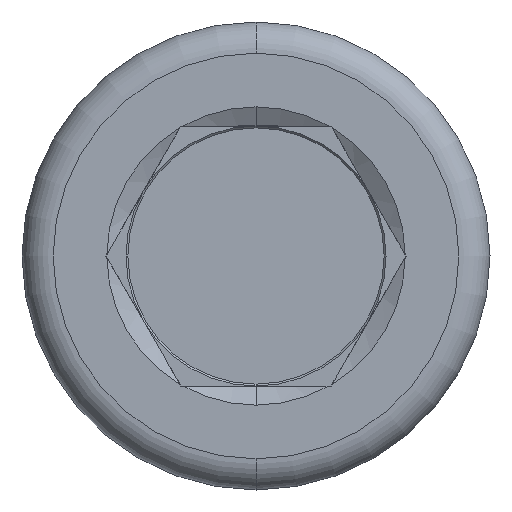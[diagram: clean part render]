
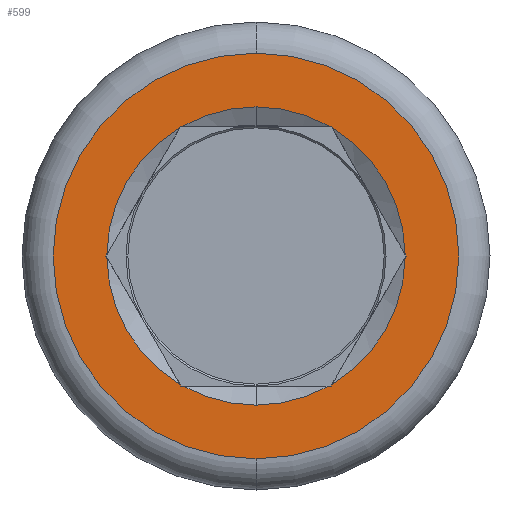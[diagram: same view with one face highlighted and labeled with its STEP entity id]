
A CAD part, left-side view. The second image highlights one B-rep face of the part: STEP entity #599.
In plain terms, the highlighted planar face has unit normal (-1, 0, 0).
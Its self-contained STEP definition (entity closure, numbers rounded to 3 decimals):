
#422=CARTESIAN_POINT('',(-12.,0.,0.));
#423=DIRECTION('',(1.,0.,0.));
#424=DIRECTION('',(0.,0.,-1.));
#425=AXIS2_PLACEMENT_3D('',#422,#423,#424);
#426=PLANE('',#425);
#427=CARTESIAN_POINT('',(-12.,-0.,-7.8));
#428=VERTEX_POINT('',#427);
#429=CARTESIAN_POINT('',(-12.,0.,0.));
#430=DIRECTION('',(1.,0.,0.));
#431=DIRECTION('',(0.,0.,-1.));
#432=AXIS2_PLACEMENT_3D('',#429,#430,#431);
#433=CIRCLE('',#432,7.8);
#434=EDGE_CURVE('',#428,#428,#433,.T.);
#435=ORIENTED_EDGE('',*,*,#434,.F.);
#436=EDGE_LOOP('',(#435));
#437=FACE_BOUND('',#436,.T.);
#438=CARTESIAN_POINT('',(-12.,-2.887,5.));
#439=VERTEX_POINT('',#438);
#440=CARTESIAN_POINT('',(-12.,-2.809,5.));
#441=VERTEX_POINT('',#440);
#442=CARTESIAN_POINT('',(-12.,-12343.557,5.));
#443=DIRECTION('',(-0.,1.,0.));
#444=VECTOR('',#443,24690.);
#445=LINE('',#442,#444);
#446=EDGE_CURVE('',#439,#441,#445,.T.);
#447=ORIENTED_EDGE('',*,*,#446,.F.);
#448=CARTESIAN_POINT('',(-12.,-2.926,4.933));
#449=VERTEX_POINT('',#448);
#450=CARTESIAN_POINT('',(-12.,6168.892,10694.834));
#451=DIRECTION('',(0.,-0.5,-0.866));
#452=VECTOR('',#451,24690.);
#453=LINE('',#450,#452);
#454=EDGE_CURVE('',#439,#449,#453,.T.);
#455=ORIENTED_EDGE('',*,*,#454,.T.);
#456=CARTESIAN_POINT('',(-12.,-5.735,0.067));
#457=VERTEX_POINT('',#456);
#458=CARTESIAN_POINT('',(-12.,0.,0.));
#459=DIRECTION('',(1.,0.,-0.));
#460=DIRECTION('',(0.,0.,1.));
#461=AXIS2_PLACEMENT_3D('',#458,#459,#460);
#462=CIRCLE('',#461,5.735);
#463=EDGE_CURVE('',#449,#457,#462,.T.);
#464=ORIENTED_EDGE('',*,*,#463,.T.);
#465=CARTESIAN_POINT('',(-12.,-5.774,-0.));
#466=VERTEX_POINT('',#465);
#467=CARTESIAN_POINT('',(-12.,-6176.108,-10687.334));
#468=DIRECTION('',(-0.,0.5,0.866));
#469=VECTOR('',#468,24690.);
#470=LINE('',#467,#469);
#471=EDGE_CURVE('',#466,#457,#470,.T.);
#472=ORIENTED_EDGE('',*,*,#471,.F.);
#473=CARTESIAN_POINT('',(-12.,-5.735,-0.067));
#474=VERTEX_POINT('',#473);
#475=CARTESIAN_POINT('',(-12.,-6177.552,10689.834));
#476=DIRECTION('',(-0.,0.5,-0.866));
#477=VECTOR('',#476,24690.);
#478=LINE('',#475,#477);
#479=EDGE_CURVE('',#466,#474,#478,.T.);
#480=ORIENTED_EDGE('',*,*,#479,.T.);
#481=CARTESIAN_POINT('',(-12.,-2.926,-4.933));
#482=VERTEX_POINT('',#481);
#483=CARTESIAN_POINT('',(-12.,0.,0.));
#484=DIRECTION('',(1.,0.,-0.));
#485=DIRECTION('',(0.,0.,1.));
#486=AXIS2_PLACEMENT_3D('',#483,#484,#485);
#487=CIRCLE('',#486,5.735);
#488=EDGE_CURVE('',#474,#482,#487,.T.);
#489=ORIENTED_EDGE('',*,*,#488,.T.);
#490=CARTESIAN_POINT('',(-12.,-2.887,-5.));
#491=VERTEX_POINT('',#490);
#492=CARTESIAN_POINT('',(-12.,6167.448,-10692.334));
#493=DIRECTION('',(0.,-0.5,0.866));
#494=VECTOR('',#493,24690.);
#495=LINE('',#492,#494);
#496=EDGE_CURVE('',#491,#482,#495,.T.);
#497=ORIENTED_EDGE('',*,*,#496,.F.);
#498=CARTESIAN_POINT('',(-12.,-2.809,-5.));
#499=VERTEX_POINT('',#498);
#500=CARTESIAN_POINT('',(-12.,-12346.443,-5.));
#501=DIRECTION('',(-0.,1.,-0.));
#502=VECTOR('',#501,24690.);
#503=LINE('',#500,#502);
#504=EDGE_CURVE('',#491,#499,#503,.T.);
#505=ORIENTED_EDGE('',*,*,#504,.T.);
#506=CARTESIAN_POINT('',(-12.,2.809,-5.));
#507=VERTEX_POINT('',#506);
#508=CARTESIAN_POINT('',(-12.,0.,0.));
#509=DIRECTION('',(-1.,-0.,0.));
#510=DIRECTION('',(0.,0.,1.));
#511=AXIS2_PLACEMENT_3D('',#508,#509,#510);
#512=CIRCLE('',#511,5.735);
#513=EDGE_CURVE('',#507,#499,#512,.T.);
#514=ORIENTED_EDGE('',*,*,#513,.F.);
#515=CARTESIAN_POINT('',(-12.,2.887,-5.));
#516=VERTEX_POINT('',#515);
#517=CARTESIAN_POINT('',(-12.,12343.557,-5.));
#518=DIRECTION('',(0.,-1.,0.));
#519=VECTOR('',#518,24690.);
#520=LINE('',#517,#519);
#521=EDGE_CURVE('',#516,#507,#520,.T.);
#522=ORIENTED_EDGE('',*,*,#521,.F.);
#523=CARTESIAN_POINT('',(-12.,2.926,-4.933));
#524=VERTEX_POINT('',#523);
#525=CARTESIAN_POINT('',(-12.,-6168.892,-10694.834));
#526=DIRECTION('',(-0.,0.5,0.866));
#527=VECTOR('',#526,24690.);
#528=LINE('',#525,#527);
#529=EDGE_CURVE('',#516,#524,#528,.T.);
#530=ORIENTED_EDGE('',*,*,#529,.T.);
#531=CARTESIAN_POINT('',(-12.,5.735,-0.067));
#532=VERTEX_POINT('',#531);
#533=CARTESIAN_POINT('',(-12.,0.,0.));
#534=DIRECTION('',(-1.,-0.,0.));
#535=DIRECTION('',(0.,0.,1.));
#536=AXIS2_PLACEMENT_3D('',#533,#534,#535);
#537=CIRCLE('',#536,5.735);
#538=EDGE_CURVE('',#532,#524,#537,.T.);
#539=ORIENTED_EDGE('',*,*,#538,.F.);
#540=CARTESIAN_POINT('',(-12.,5.774,0.));
#541=VERTEX_POINT('',#540);
#542=CARTESIAN_POINT('',(-12.,6176.108,10687.334));
#543=DIRECTION('',(0.,-0.5,-0.866));
#544=VECTOR('',#543,24690.);
#545=LINE('',#542,#544);
#546=EDGE_CURVE('',#541,#532,#545,.T.);
#547=ORIENTED_EDGE('',*,*,#546,.F.);
#548=CARTESIAN_POINT('',(-12.,5.735,0.067));
#549=VERTEX_POINT('',#548);
#550=CARTESIAN_POINT('',(-12.,6177.552,-10689.834));
#551=DIRECTION('',(-0.,-0.5,0.866));
#552=VECTOR('',#551,24690.);
#553=LINE('',#550,#552);
#554=EDGE_CURVE('',#541,#549,#553,.T.);
#555=ORIENTED_EDGE('',*,*,#554,.T.);
#556=CARTESIAN_POINT('',(-12.,2.926,4.933));
#557=VERTEX_POINT('',#556);
#558=CARTESIAN_POINT('',(-12.,0.,0.));
#559=DIRECTION('',(1.,0.,-0.));
#560=DIRECTION('',(0.,0.,1.));
#561=AXIS2_PLACEMENT_3D('',#558,#559,#560);
#562=CIRCLE('',#561,5.735);
#563=EDGE_CURVE('',#549,#557,#562,.T.);
#564=ORIENTED_EDGE('',*,*,#563,.T.);
#565=CARTESIAN_POINT('',(-12.,2.887,5.));
#566=VERTEX_POINT('',#565);
#567=CARTESIAN_POINT('',(-12.,-6167.448,10692.334));
#568=DIRECTION('',(0.,0.5,-0.866));
#569=VECTOR('',#568,24690.);
#570=LINE('',#567,#569);
#571=EDGE_CURVE('',#566,#557,#570,.T.);
#572=ORIENTED_EDGE('',*,*,#571,.F.);
#573=CARTESIAN_POINT('',(-12.,2.809,5.));
#574=VERTEX_POINT('',#573);
#575=CARTESIAN_POINT('',(-12.,12346.443,5.));
#576=DIRECTION('',(0.,-1.,-0.));
#577=VECTOR('',#576,24690.);
#578=LINE('',#575,#577);
#579=EDGE_CURVE('',#566,#574,#578,.T.);
#580=ORIENTED_EDGE('',*,*,#579,.T.);
#581=CARTESIAN_POINT('',(-12.,0.,5.735));
#582=VERTEX_POINT('',#581);
#583=CARTESIAN_POINT('',(-12.,0.,0.));
#584=DIRECTION('',(1.,0.,-0.));
#585=DIRECTION('',(0.,0.,1.));
#586=AXIS2_PLACEMENT_3D('',#583,#584,#585);
#587=CIRCLE('',#586,5.735);
#588=EDGE_CURVE('',#574,#582,#587,.T.);
#589=ORIENTED_EDGE('',*,*,#588,.T.);
#590=CARTESIAN_POINT('',(-12.,0.,0.));
#591=DIRECTION('',(1.,-0.,-0.));
#592=DIRECTION('',(0.,0.,1.));
#593=AXIS2_PLACEMENT_3D('',#590,#591,#592);
#594=CIRCLE('',#593,5.735);
#595=EDGE_CURVE('',#582,#441,#594,.T.);
#596=ORIENTED_EDGE('',*,*,#595,.T.);
#597=EDGE_LOOP('',(#447,#455,#464,#472,#480,#489,#497,#505,#514,#522,#530,#539,#547,#555,#564,#572,#580,#589,#596));
#598=FACE_BOUND('',#597,.T.);
#599=ADVANCED_FACE('',(#437,#598),#426,.F.);
